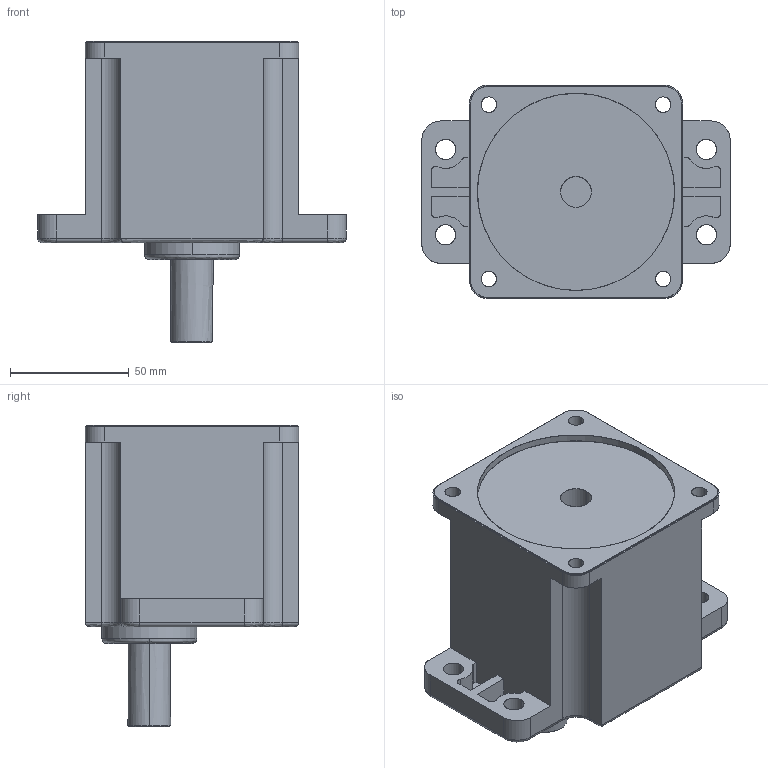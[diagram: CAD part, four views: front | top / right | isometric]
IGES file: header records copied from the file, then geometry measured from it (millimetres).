
Start section: SolidWorks IGES file using analytic representation for surfaces
Global section: file name: (12-12) 9HFK∴BH.IGS; native system: SolidWorks 2007; preprocessor: SolidWorks 2007; author: user; date: 150410.142155; units: millimetre
Bounding box: 130 x 90 x 127 mm (x, y, z)
Surface area: 60450.1 mm2 (no closed solid volume)
Topology: 0 solids, 0 shells, 134 faces, 2168 edges, 2168 vertices
Faces by surface type: revolution 72, bspline 62
